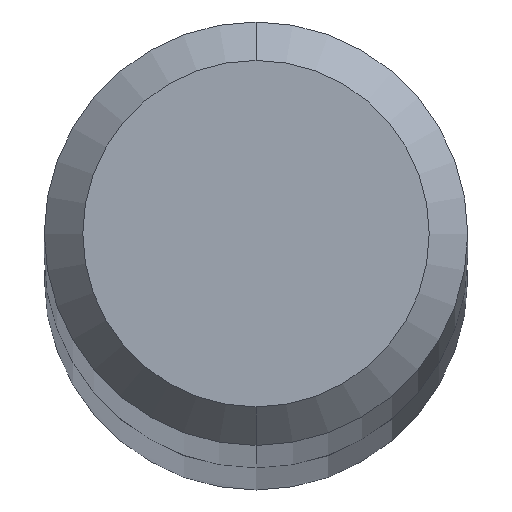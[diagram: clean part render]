
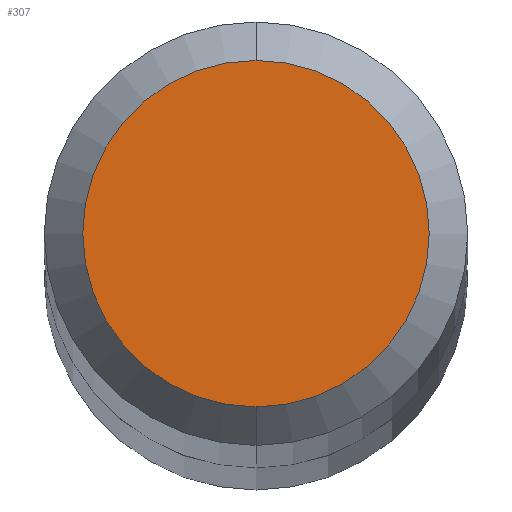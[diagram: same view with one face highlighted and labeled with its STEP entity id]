
A CAD part, top view. The second image highlights one B-rep face of the part: STEP entity #307.
In plain terms, the highlighted planar face has unit normal (0, 0, 1).
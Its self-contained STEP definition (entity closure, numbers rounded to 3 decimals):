
#173=VERTEX_POINT('',#434);
#227=EDGE_CURVE('',#365,#173,#494,.T.);
#307=ADVANCED_FACE('',(#583),#584,.T.);
#351=EDGE_CURVE('',#173,#365,#631,.T.);
#365=VERTEX_POINT('',#645);
#434=CARTESIAN_POINT('',(0.,-1.35,98.0));
#494=CIRCLE('',#843,1.35);
#583=FACE_OUTER_BOUND('',#1086,.T.);
#584=PLANE('',#1087);
#631=CIRCLE('',#1179,1.35);
#645=CARTESIAN_POINT('',(0.0,1.35,98.0));
#843=AXIS2_PLACEMENT_3D('',#1372,#1373,#1374);
#1086=EDGE_LOOP('',(#1471,#1472));
#1087=AXIS2_PLACEMENT_3D('',#1473,#1474,#1475);
#1179=AXIS2_PLACEMENT_3D('',#1520,#1521,#1522);
#1372=CARTESIAN_POINT('',(0.0,0.0,98.0));
#1373=DIRECTION('',(0.0,0.0,-1.0));
#1374=DIRECTION('',(0.0,1.0,0.0));
#1471=ORIENTED_EDGE('',*,*,#227,.F.);
#1472=ORIENTED_EDGE('',*,*,#351,.F.);
#1473=CARTESIAN_POINT('',(0.0,0.675,98.0));
#1474=DIRECTION('',(-0.0,0.0,1.0));
#1475=DIRECTION('',(0.0,-1.0,0.0));
#1520=CARTESIAN_POINT('',(0.0,0.0,98.0));
#1521=DIRECTION('',(0.0,0.0,-1.0));
#1522=DIRECTION('',(0.0,1.0,0.0));
